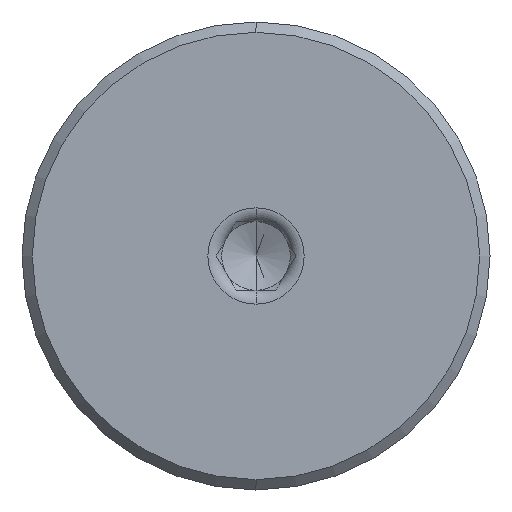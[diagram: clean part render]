
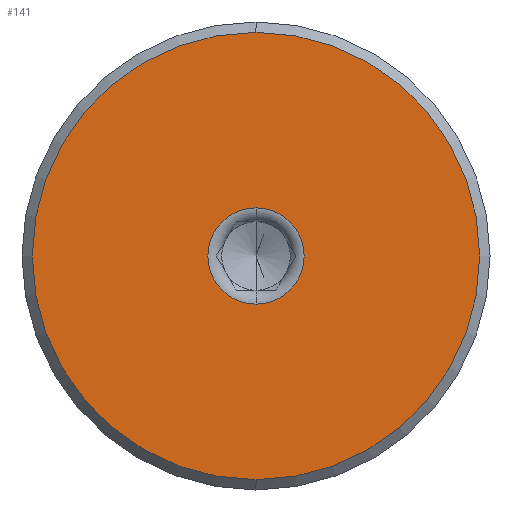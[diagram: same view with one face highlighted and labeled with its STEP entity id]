
A CAD part, left-side view. The second image highlights one B-rep face of the part: STEP entity #141.
In plain terms, the highlighted planar face has unit normal (-1, 0, 0).
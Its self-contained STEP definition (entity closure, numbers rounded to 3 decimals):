
#6 = DIRECTION ( 'NONE',  ( -1., 0., 0. ) ) ;
#21 = CARTESIAN_POINT ( 'NONE',  ( 0., 0., 32.5 ) ) ;
#22 = ORIENTED_EDGE ( 'NONE', *, *, #642, .T. ) ;
#114 = CIRCLE ( 'NONE', #646, 32.5 ) ;
#141 = ADVANCED_FACE ( 'NONE', ( #449, #962 ), #1047, .F. ) ;
#175 = ORIENTED_EDGE ( 'NONE', *, *, #1131, .T. ) ;
#218 = CIRCLE ( 'NONE', #1044, 7. ) ;
#234 = DIRECTION ( 'NONE',  ( 1., 0., 0. ) ) ;
#256 = CIRCLE ( 'NONE', #325, 32.5 ) ;
#325 = AXIS2_PLACEMENT_3D ( 'NONE', #897, #932, #1200 ) ;
#391 = EDGE_CURVE ( 'NONE', #631, #469, #550, .T. ) ;
#429 = CARTESIAN_POINT ( 'NONE',  ( 0., 0., 7. ) ) ;
#449 = FACE_BOUND ( 'NONE', #957, .T. ) ;
#469 = VERTEX_POINT ( 'NONE', #429 ) ;
#489 = CARTESIAN_POINT ( 'NONE',  ( 0., 0., 0. ) ) ;
#509 = ORIENTED_EDGE ( 'NONE', *, *, #990, .T. ) ;
#541 = EDGE_LOOP ( 'NONE', ( #509, #22 ) ) ;
#550 = CIRCLE ( 'NONE', #806, 7. ) ;
#615 = CARTESIAN_POINT ( 'NONE',  ( 0., 0., 0. ) ) ;
#631 = VERTEX_POINT ( 'NONE', #942 ) ;
#642 = EDGE_CURVE ( 'NONE', #875, #689, #256, .T. ) ;
#646 = AXIS2_PLACEMENT_3D ( 'NONE', #489, #6, #1036 ) ;
#689 = VERTEX_POINT ( 'NONE', #983 ) ;
#707 = DIRECTION ( 'NONE',  ( 0., 0., -1. ) ) ;
#806 = AXIS2_PLACEMENT_3D ( 'NONE', #1055, #234, #1023 ) ;
#833 = DIRECTION ( 'NONE',  ( 0., 0., -1. ) ) ;
#837 = DIRECTION ( 'NONE',  ( 1., 0., 0. ) ) ;
#840 = CARTESIAN_POINT ( 'NONE',  ( 0., 0., 0. ) ) ;
#863 = ORIENTED_EDGE ( 'NONE', *, *, #391, .T. ) ;
#875 = VERTEX_POINT ( 'NONE', #21 ) ;
#897 = CARTESIAN_POINT ( 'NONE',  ( 0., 0., 0. ) ) ;
#932 = DIRECTION ( 'NONE',  ( -1., 0., 0. ) ) ;
#942 = CARTESIAN_POINT ( 'NONE',  ( 0., 0., -7. ) ) ;
#957 = EDGE_LOOP ( 'NONE', ( #863, #175 ) ) ;
#962 = FACE_OUTER_BOUND ( 'NONE', #541, .T. ) ;
#983 = CARTESIAN_POINT ( 'NONE',  ( 0., 0., -32.5 ) ) ;
#990 = EDGE_CURVE ( 'NONE', #689, #875, #114, .T. ) ;
#1023 = DIRECTION ( 'NONE',  ( 0., 0., -1. ) ) ;
#1036 = DIRECTION ( 'NONE',  ( 0., 0., -1. ) ) ;
#1044 = AXIS2_PLACEMENT_3D ( 'NONE', #615, #1191, #707 ) ;
#1047 = PLANE ( 'NONE',  #1077 ) ;
#1055 = CARTESIAN_POINT ( 'NONE',  ( 0., 0., 0. ) ) ;
#1077 = AXIS2_PLACEMENT_3D ( 'NONE', #840, #837, #833 ) ;
#1131 = EDGE_CURVE ( 'NONE', #469, #631, #218, .T. ) ;
#1191 = DIRECTION ( 'NONE',  ( 1., 0., 0. ) ) ;
#1200 = DIRECTION ( 'NONE',  ( 0., 0., -1. ) ) ;
